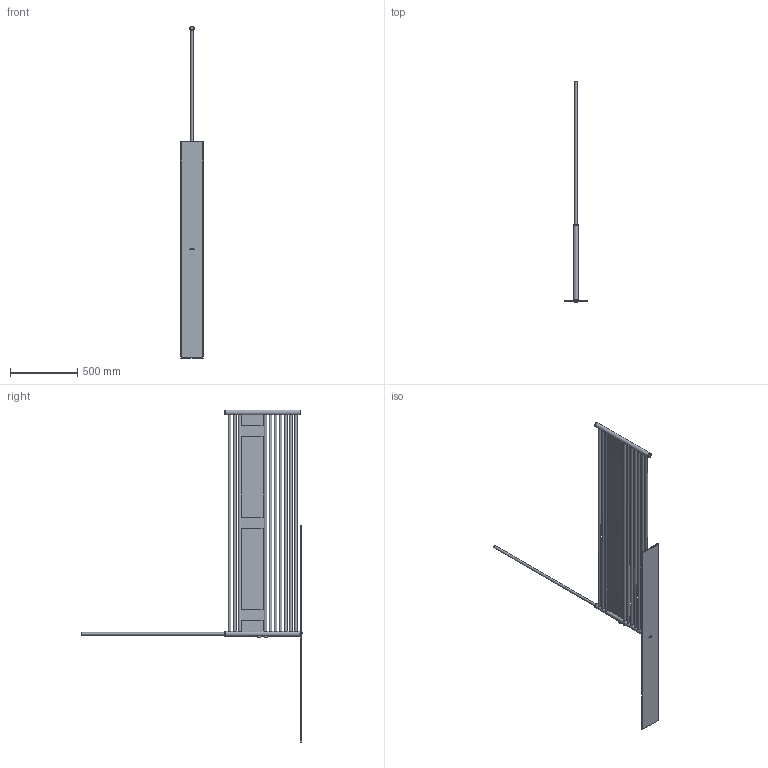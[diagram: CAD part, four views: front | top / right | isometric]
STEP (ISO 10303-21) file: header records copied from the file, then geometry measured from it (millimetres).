
FILE_DESCRIPTION( ( 'Unknown' ), '1' );
FILE_NAME( 'REY.stp', 'Unknown', ( 'Unknown' ), ( 'Unknown' ), 'PSStep 10.1', 'Unknown', ' ' );
FILE_SCHEMA( ( 'AUTOMOTIVE_DESIGN { 1 0 10303 214 1 1 1 1 }' ) );
Length unit declared in the file: millimetre
Products named in the file (9): Assem1; kolektor dolny REY 560; kolektor REY 560; kana³y REY L-1632; mufa prz³aczeniowa; blacha 175x80x1.5; Zaslepka fi 35 bez gwintu ; Zaslepka fi 35 z gwintem ; lustro
Bounding box: 173 x 1649.5 x 2474 mm (x, y, z)
Volume: 7076098 mm3; surface area: 3853081 mm2
Topology: 30 solids, 30 shells, 242 faces, 619 edges, 406 vertices
Faces by surface type: plane 116, cylinder 103, torus 14, cone 9
Full cylindrical faces by diameter (mm): 17.6 x11, 18.631 x2, 18.974 x3, 20 x11, 20.5 x40, 25 x9, 25.4 x4, 32 x6, 32.4 x4, 35 x10
Entity records: 6976 total; most frequent: CARTESIAN_POINT 4598, DIRECTION 332, ORIENTED_EDGE 264, EDGE_LOOP 183, AXIS2_PLACEMENT_3D 143, EDGE_CURVE 132, FACE_OUTER_BOUND 124, VERTEX_POINT 113
